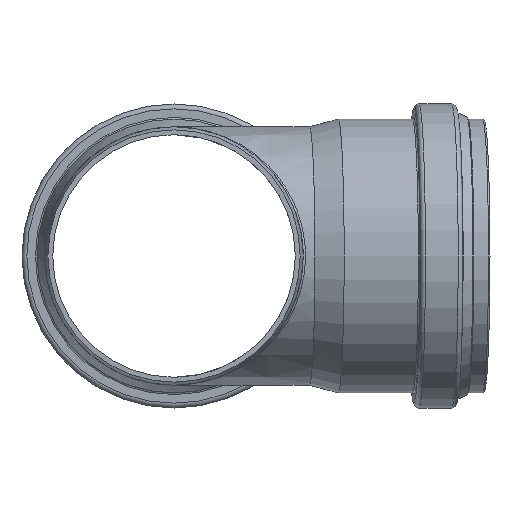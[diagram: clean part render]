
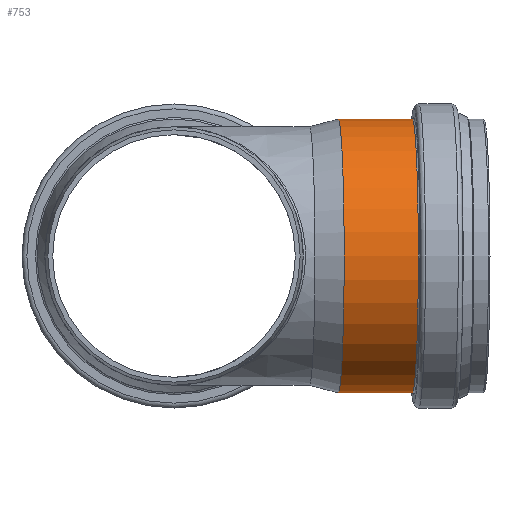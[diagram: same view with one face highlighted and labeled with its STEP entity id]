
A CAD part, front view. The second image highlights one B-rep face of the part: STEP entity #753.
In plain terms, the highlighted cylindrical face has radius 84.85 mm (diameter 169.7 mm), a full revolution.
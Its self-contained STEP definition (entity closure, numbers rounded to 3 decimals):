
#57=CYLINDRICAL_SURFACE('',#844,84.85);
#85=FACE_BOUND('',#257,.T.);
#171=FACE_OUTER_BOUND('',#256,.T.);
#256=EDGE_LOOP('',(#628));
#257=EDGE_LOOP('',(#629));
#377=CIRCLE('',#843,84.85);
#378=CIRCLE('',#845,84.85);
#456=VERTEX_POINT('',#2342);
#457=VERTEX_POINT('',#2345);
#532=EDGE_CURVE('',#456,#456,#377,.T.);
#533=EDGE_CURVE('',#457,#457,#378,.T.);
#628=ORIENTED_EDGE('',*,*,#533,.F.);
#629=ORIENTED_EDGE('',*,*,#532,.T.);
#753=ADVANCED_FACE('',(#171,#85),#57,.T.);
#843=AXIS2_PLACEMENT_3D('',#2343,#1020,#1021);
#844=AXIS2_PLACEMENT_3D('',#2344,#1022,#1023);
#845=AXIS2_PLACEMENT_3D('',#2346,#1024,#1025);
#1020=DIRECTION('center_axis',(0.999,0.044,0.));
#1021=DIRECTION('ref_axis',(0.044,-0.999,0.));
#1022=DIRECTION('center_axis',(0.999,0.044,0.));
#1023=DIRECTION('ref_axis',(0.044,-0.999,0.));
#1024=DIRECTION('center_axis',(0.999,0.044,0.));
#1025=DIRECTION('ref_axis',(0.044,-0.999,0.));
#2342=CARTESIAN_POINT('',(105.436,-74.207,0.));
#2343=CARTESIAN_POINT('Origin',(101.735,10.562,0.));
#2344=CARTESIAN_POINT('Origin',(124.709,11.565,0.));
#2345=CARTESIAN_POINT('',(151.385,-72.201,0.));
#2346=CARTESIAN_POINT('Origin',(147.684,12.569,0.));
